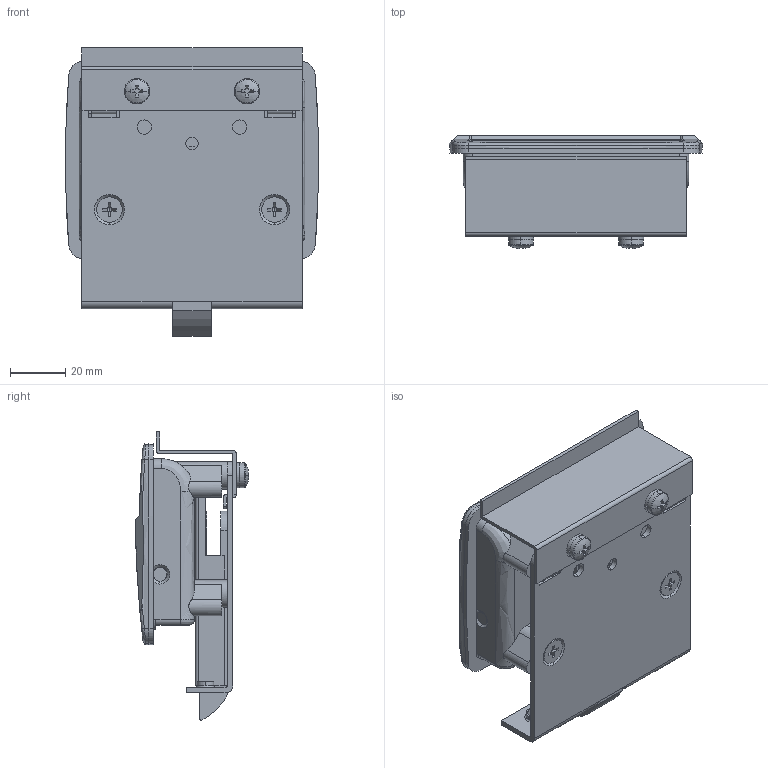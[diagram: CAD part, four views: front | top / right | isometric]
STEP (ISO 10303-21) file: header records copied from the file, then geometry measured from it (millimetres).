
FILE_DESCRIPTION (( 'STEP AP203' ), '1' );
FILE_NAME ('sone3D.STEP', '2014-01-27T05:05:44', ( '' ), ( '' ), 'SwSTEP 2.0', 'SolidWorks 2012', '' );
FILE_SCHEMA (( 'CONFIG_CONTROL_DESIGN' ));
Length unit declared in the file: millimetre
Products named in the file (10): A-151R-2-2十字穴付なべねじM5(SW付)__M5 x 10; A-151R-2-2ƒnƒ“ƒhƒ‹ƒVƒƒƒtƒg_; A-151R-2-2僷僢僉儞_; A-151R-2-2押え板_; A-151R-2-2十字穴付皿ねじM5__M5×8; A-151R-2-2僴儞僪儖_; A-151R-2-2連動タイプ用ラッチ_; A-151R-2-2本体_; A-151R-2-2僈僀僪僾儗乕僩_; sone3D
Assembly tree (13 placements, depth 2):
  sone3D
    A-151R-2-2僈僀僪僾儗乕僩_
    A-151R-2-2本体_
    A-151R-2-2連動タイプ用ラッチ_
    A-151R-2-2僴儞僪儖_
    A-151R-2-2十字穴付皿ねじM5__M5×8  x4
    A-151R-2-2押え板_
    A-151R-2-2僷僢僉儞_
    A-151R-2-2ƒnƒ“ƒhƒ‹ƒVƒƒƒtƒg_
    A-151R-2-2十字穴付なべねじM5(SW付)__M5 x 10  x2
Bounding box: 91.98 x 41.27 x 104.8 mm (x, y, z)
Volume: 79157.9 mm3; surface area: 74583.1 mm2
Topology: 13 solids, 13 shells, 630 faces, 1632 edges, 1032 vertices
Faces by surface type: plane 286, cylinder 214, cone 54, bspline 41, torus 29, sphere 6
Entity records: 19539 total; most frequent: CARTESIAN_POINT 5961, ORIENTED_EDGE 2644, DIRECTION 2565, EDGE_CURVE 1322, AXIS2_PLACEMENT_3D 954, VERTEX_POINT 847, VECTOR 657, LINE 657
